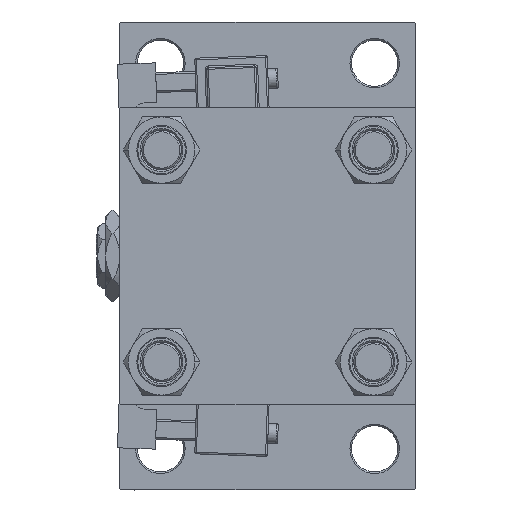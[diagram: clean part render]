
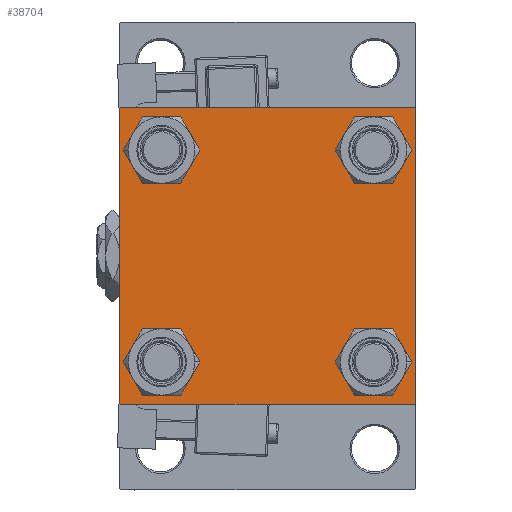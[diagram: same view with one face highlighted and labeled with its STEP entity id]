
A CAD part, left-side view. The second image highlights one B-rep face of the part: STEP entity #38704.
In plain terms, the highlighted planar face has unit normal (-1, 0, 0).
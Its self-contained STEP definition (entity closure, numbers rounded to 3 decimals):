
#280 = VERTEX_POINT ( 'NONE', #23490 ) ;
#709 = CARTESIAN_POINT ( 'NONE',  ( 0., 32.15, -32.15 ) ) ;
#1163 = EDGE_CURVE ( 'NONE', #4131, #29513, #45408, .T. ) ;
#1237 = CARTESIAN_POINT ( 'NONE',  ( 0., -32.15, -32.15 ) ) ;
#1974 = AXIS2_PLACEMENT_3D ( 'NONE', #1237, #17185, #21338 ) ;
#2610 = CARTESIAN_POINT ( 'NONE',  ( 0., -45., -44.5 ) ) ;
#3380 = CARTESIAN_POINT ( 'NONE',  ( 0., 44.75, -44.75 ) ) ;
#3733 = EDGE_CURVE ( 'NONE', #12379, #29146, #10628, .T. ) ;
#3795 = EDGE_CURVE ( 'NONE', #18934, #51425, #7227, .T. ) ;
#3812 = EDGE_LOOP ( 'NONE', ( #39578, #41592, #9639, #40128, #18457, #4499, #10631, #25450 ) ) ;
#4131 = VERTEX_POINT ( 'NONE', #34552 ) ;
#4318 = LINE ( 'NONE', #16086, #8522 ) ;
#4499 = ORIENTED_EDGE ( 'NONE', *, *, #30507, .T. ) ;
#5434 = CARTESIAN_POINT ( 'NONE',  ( 0., 32.15, -38.65 ) ) ;
#5728 = EDGE_CURVE ( 'NONE', #24424, #37352, #39131, .T. ) ;
#6190 = CARTESIAN_POINT ( 'NONE',  ( 0., 45., 45. ) ) ;
#6434 = CARTESIAN_POINT ( 'NONE',  ( 0., 45., -44.5 ) ) ;
#6709 = CARTESIAN_POINT ( 'NONE',  ( 0., -32.15, 32.15 ) ) ;
#7227 = CIRCLE ( 'NONE', #32195, 6.5 ) ;
#7860 = EDGE_CURVE ( 'NONE', #26725, #26637, #31533, .T. ) ;
#7909 = DIRECTION ( 'NONE',  ( 0., 0., 1. ) ) ;
#8003 = EDGE_LOOP ( 'NONE', ( #48921, #16673 ) ) ;
#8522 = VECTOR ( 'NONE', #15588, 1000. ) ;
#9227 = CARTESIAN_POINT ( 'NONE',  ( 0., -32.15, -25.65 ) ) ;
#9293 = AXIS2_PLACEMENT_3D ( 'NONE', #51147, #43803, #47969 ) ;
#9607 = DIRECTION ( 'NONE',  ( 0., 0., 1. ) ) ;
#9639 = ORIENTED_EDGE ( 'NONE', *, *, #44943, .T. ) ;
#10628 = LINE ( 'NONE', #6190, #18903 ) ;
#10631 = ORIENTED_EDGE ( 'NONE', *, *, #3733, .F. ) ;
#12379 = VERTEX_POINT ( 'NONE', #18228 ) ;
#12396 = AXIS2_PLACEMENT_3D ( 'NONE', #709, #36191, #28370 ) ;
#13159 = VECTOR ( 'NONE', #19328, 1000. ) ;
#13504 = VECTOR ( 'NONE', #42940, 1000. ) ;
#13523 = DIRECTION ( 'NONE',  ( 0., 0., 1. ) ) ;
#14295 = FACE_OUTER_BOUND ( 'NONE', #3812, .T. ) ;
#14533 = LINE ( 'NONE', #38253, #13504 ) ;
#14586 = ORIENTED_EDGE ( 'NONE', *, *, #7860, .T. ) ;
#15076 = CARTESIAN_POINT ( 'NONE',  ( 0., 45., -45. ) ) ;
#15588 = DIRECTION ( 'NONE',  ( 0., 0.707, -0.707 ) ) ;
#16086 = CARTESIAN_POINT ( 'NONE',  ( 0., 44.75, 44.75 ) ) ;
#16673 = ORIENTED_EDGE ( 'NONE', *, *, #47312, .T. ) ;
#17185 = DIRECTION ( 'NONE',  ( 1., 0., 0. ) ) ;
#17438 = DIRECTION ( 'NONE',  ( 0., 0., 1. ) ) ;
#17445 = DIRECTION ( 'NONE',  ( 1., 0., 0. ) ) ;
#17757 = EDGE_LOOP ( 'NONE', ( #36787, #14586 ) ) ;
#17780 = EDGE_CURVE ( 'NONE', #51425, #18934, #50636, .T. ) ;
#17967 = AXIS2_PLACEMENT_3D ( 'NONE', #43635, #32406, #7909 ) ;
#18228 = CARTESIAN_POINT ( 'NONE',  ( 0., 44.5, 45. ) ) ;
#18409 = AXIS2_PLACEMENT_3D ( 'NONE', #30184, #36982, #13523 ) ;
#18457 = ORIENTED_EDGE ( 'NONE', *, *, #32842, .F. ) ;
#18462 = LINE ( 'NONE', #15076, #44322 ) ;
#18580 = CARTESIAN_POINT ( 'NONE',  ( 0., 32.15, 32.15 ) ) ;
#18627 = DIRECTION ( 'NONE',  ( 1., 0., 0. ) ) ;
#18903 = VECTOR ( 'NONE', #38274, 1000. ) ;
#18934 = VERTEX_POINT ( 'NONE', #34464 ) ;
#19328 = DIRECTION ( 'NONE',  ( 0., -0.707, -0.707 ) ) ;
#19585 = CARTESIAN_POINT ( 'NONE',  ( 0., -44.5, 45. ) ) ;
#20217 = EDGE_CURVE ( 'NONE', #36017, #23014, #43455, .T. ) ;
#21089 = PLANE ( 'NONE',  #18409 ) ;
#21338 = DIRECTION ( 'NONE',  ( 0., 0., 1. ) ) ;
#22549 = VECTOR ( 'NONE', #39699, 1000. ) ;
#22646 = DIRECTION ( 'NONE',  ( 1., 0., 0. ) ) ;
#23014 = VERTEX_POINT ( 'NONE', #2610 ) ;
#23490 = CARTESIAN_POINT ( 'NONE',  ( 0., -45., 44.5 ) ) ;
#23819 = CARTESIAN_POINT ( 'NONE',  ( 0., 45., 45. ) ) ;
#23931 = CARTESIAN_POINT ( 'NONE',  ( 0., 44.5, -45. ) ) ;
#24295 = CIRCLE ( 'NONE', #9293, 6.5 ) ;
#24328 = VECTOR ( 'NONE', #42995, 1000. ) ;
#24424 = VERTEX_POINT ( 'NONE', #6434 ) ;
#25450 = ORIENTED_EDGE ( 'NONE', *, *, #45025, .T. ) ;
#25616 = ORIENTED_EDGE ( 'NONE', *, *, #3795, .T. ) ;
#26014 = FACE_BOUND ( 'NONE', #17757, .T. ) ;
#26130 = DIRECTION ( 'NONE',  ( 0., 0., 1. ) ) ;
#26363 = CARTESIAN_POINT ( 'NONE',  ( 0., -44.5, -45. ) ) ;
#26637 = VERTEX_POINT ( 'NONE', #39130 ) ;
#26725 = VERTEX_POINT ( 'NONE', #5434 ) ;
#27102 = CARTESIAN_POINT ( 'NONE',  ( 0., -44.75, 44.75 ) ) ;
#27724 = LINE ( 'NONE', #23819, #22549 ) ;
#27831 = CIRCLE ( 'NONE', #1974, 6.5 ) ;
#28370 = DIRECTION ( 'NONE',  ( 0., 0., 1. ) ) ;
#29127 = EDGE_CURVE ( 'NONE', #35567, #29933, #24295, .T. ) ;
#29146 = VERTEX_POINT ( 'NONE', #19585 ) ;
#29513 = VERTEX_POINT ( 'NONE', #51087 ) ;
#29933 = VERTEX_POINT ( 'NONE', #43935 ) ;
#30184 = CARTESIAN_POINT ( 'NONE',  ( 0., 0., 0. ) ) ;
#30259 = CIRCLE ( 'NONE', #49398, 6.5 ) ;
#30507 = EDGE_CURVE ( 'NONE', #280, #29146, #40093, .T. ) ;
#30915 = CIRCLE ( 'NONE', #35874, 6.5 ) ;
#31533 = CIRCLE ( 'NONE', #12396, 6.5 ) ;
#32195 = AXIS2_PLACEMENT_3D ( 'NONE', #6709, #22646, #17438 ) ;
#32349 = EDGE_LOOP ( 'NONE', ( #25616, #40944 ) ) ;
#32406 = DIRECTION ( 'NONE',  ( 1., 0., 0. ) ) ;
#32714 = CARTESIAN_POINT ( 'NONE',  ( 0., -32.15, 25.65 ) ) ;
#32842 = EDGE_CURVE ( 'NONE', #280, #23014, #14533, .T. ) ;
#33123 = VECTOR ( 'NONE', #40301, 1000. ) ;
#34000 = CARTESIAN_POINT ( 'NONE',  ( 0., -32.15, 32.15 ) ) ;
#34464 = CARTESIAN_POINT ( 'NONE',  ( 0., -32.15, 38.65 ) ) ;
#34552 = CARTESIAN_POINT ( 'NONE',  ( 0., 32.15, 38.65 ) ) ;
#35567 = VERTEX_POINT ( 'NONE', #9227 ) ;
#35632 = CARTESIAN_POINT ( 'NONE',  ( 0., -44.75, -44.75 ) ) ;
#35874 = AXIS2_PLACEMENT_3D ( 'NONE', #37243, #17445, #9607 ) ;
#36017 = VERTEX_POINT ( 'NONE', #26363 ) ;
#36191 = DIRECTION ( 'NONE',  ( 1., 0., 0. ) ) ;
#36787 = ORIENTED_EDGE ( 'NONE', *, *, #39432, .T. ) ;
#36982 = DIRECTION ( 'NONE',  ( -1., 0., 0. ) ) ;
#37243 = CARTESIAN_POINT ( 'NONE',  ( 0., 32.15, -32.15 ) ) ;
#37352 = VERTEX_POINT ( 'NONE', #23931 ) ;
#38176 = DIRECTION ( 'NONE',  ( 0., 0., 1. ) ) ;
#38253 = CARTESIAN_POINT ( 'NONE',  ( 0., -45., 45. ) ) ;
#38272 = DIRECTION ( 'NONE',  ( 0., -1., 0. ) ) ;
#38274 = DIRECTION ( 'NONE',  ( 0., -1., 0. ) ) ;
#38704 = ADVANCED_FACE ( 'NONE', ( #49743, #46077, #26014, #48976, #14295 ), #21089, .T. ) ;
#38869 = VERTEX_POINT ( 'NONE', #48136 ) ;
#39130 = CARTESIAN_POINT ( 'NONE',  ( 0., 32.15, -25.65 ) ) ;
#39131 = LINE ( 'NONE', #3380, #13159 ) ;
#39432 = EDGE_CURVE ( 'NONE', #26637, #26725, #30915, .T. ) ;
#39578 = ORIENTED_EDGE ( 'NONE', *, *, #41292, .T. ) ;
#39699 = DIRECTION ( 'NONE',  ( 0., 0., -1. ) ) ;
#40093 = LINE ( 'NONE', #27102, #24328 ) ;
#40128 = ORIENTED_EDGE ( 'NONE', *, *, #20217, .T. ) ;
#40301 = DIRECTION ( 'NONE',  ( 0., -0.707, 0.707 ) ) ;
#40944 = ORIENTED_EDGE ( 'NONE', *, *, #17780, .T. ) ;
#41292 = EDGE_CURVE ( 'NONE', #38869, #24424, #27724, .T. ) ;
#41592 = ORIENTED_EDGE ( 'NONE', *, *, #5728, .T. ) ;
#42940 = DIRECTION ( 'NONE',  ( 0., 0., -1. ) ) ;
#42995 = DIRECTION ( 'NONE',  ( 0., 0.707, 0.707 ) ) ;
#43140 = AXIS2_PLACEMENT_3D ( 'NONE', #34000, #18627, #38176 ) ;
#43455 = LINE ( 'NONE', #35632, #33123 ) ;
#43635 = CARTESIAN_POINT ( 'NONE',  ( 0., 32.15, 32.15 ) ) ;
#43803 = DIRECTION ( 'NONE',  ( 1., 0., 0. ) ) ;
#43935 = CARTESIAN_POINT ( 'NONE',  ( 0., -32.15, -38.65 ) ) ;
#44258 = EDGE_LOOP ( 'NONE', ( #47607, #46536 ) ) ;
#44322 = VECTOR ( 'NONE', #38272, 1000. ) ;
#44943 = EDGE_CURVE ( 'NONE', #37352, #36017, #18462, .T. ) ;
#45025 = EDGE_CURVE ( 'NONE', #12379, #38869, #4318, .T. ) ;
#45408 = CIRCLE ( 'NONE', #17967, 6.5 ) ;
#45929 = DIRECTION ( 'NONE',  ( 1., 0., 0. ) ) ;
#46077 = FACE_BOUND ( 'NONE', #44258, .T. ) ;
#46536 = ORIENTED_EDGE ( 'NONE', *, *, #48687, .T. ) ;
#47312 = EDGE_CURVE ( 'NONE', #29513, #4131, #30259, .T. ) ;
#47607 = ORIENTED_EDGE ( 'NONE', *, *, #29127, .T. ) ;
#47969 = DIRECTION ( 'NONE',  ( 0., 0., 1. ) ) ;
#48136 = CARTESIAN_POINT ( 'NONE',  ( 0., 45., 44.5 ) ) ;
#48687 = EDGE_CURVE ( 'NONE', #29933, #35567, #27831, .T. ) ;
#48921 = ORIENTED_EDGE ( 'NONE', *, *, #1163, .T. ) ;
#48976 = FACE_BOUND ( 'NONE', #8003, .T. ) ;
#49398 = AXIS2_PLACEMENT_3D ( 'NONE', #18580, #45929, #26130 ) ;
#49743 = FACE_BOUND ( 'NONE', #32349, .T. ) ;
#50636 = CIRCLE ( 'NONE', #43140, 6.5 ) ;
#51087 = CARTESIAN_POINT ( 'NONE',  ( 0., 32.15, 25.65 ) ) ;
#51147 = CARTESIAN_POINT ( 'NONE',  ( 0., -32.15, -32.15 ) ) ;
#51425 = VERTEX_POINT ( 'NONE', #32714 ) ;
